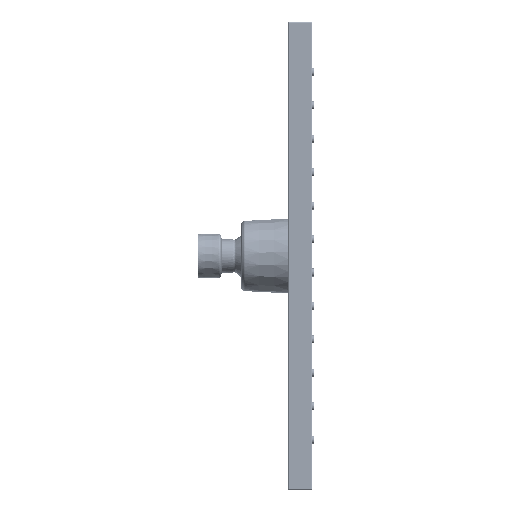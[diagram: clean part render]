
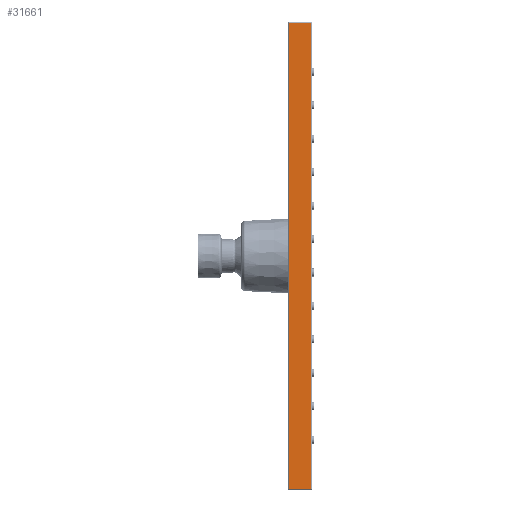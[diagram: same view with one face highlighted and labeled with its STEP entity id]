
A CAD part, left-side view. The second image highlights one B-rep face of the part: STEP entity #31661.
In plain terms, the highlighted planar face has unit normal (-1, 0, 0).
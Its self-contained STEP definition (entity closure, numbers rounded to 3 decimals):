
#2157=LINE('',#54935,#3186);
#2163=LINE('',#55264,#3192);
#2165=LINE('',#55286,#3194);
#2171=LINE('',#55422,#3200);
#3186=VECTOR('',#38535,10.);
#3192=VECTOR('',#38647,10.);
#3194=VECTOR('',#38675,10.);
#3200=VECTOR('',#38717,10.);
#7613=FACE_OUTER_BOUND('',#10102,.T.);
#10102=EDGE_LOOP('',(#23172,#23173,#23174,#23175));
#14295=VERTEX_POINT('',#54795);
#14296=VERTEX_POINT('',#54920);
#14328=VERTEX_POINT('',#55263);
#14335=VERTEX_POINT('',#55284);
#17596=EDGE_CURVE('',#14296,#14295,#2157,.T.);
#17629=EDGE_CURVE('',#14295,#14328,#2163,.T.);
#17638=EDGE_CURVE('',#14335,#14296,#2165,.T.);
#17655=EDGE_CURVE('',#14335,#14328,#2171,.T.);
#23172=ORIENTED_EDGE('',*,*,#17638,.F.);
#23173=ORIENTED_EDGE('',*,*,#17655,.T.);
#23174=ORIENTED_EDGE('',*,*,#17629,.F.);
#23175=ORIENTED_EDGE('',*,*,#17596,.F.);
#30548=PLANE('',#34399);
#31661=ADVANCED_FACE('',(#7613),#30548,.T.);
#34399=AXIS2_PLACEMENT_3D('',#55421,#38715,#38716);
#38535=DIRECTION('',(0.,0.,1.));
#38647=DIRECTION('',(0.,-1.,0.));
#38675=DIRECTION('',(0.,1.,0.));
#38715=DIRECTION('center_axis',(-1.,0.,0.));
#38716=DIRECTION('ref_axis',(0.,1.,0.));
#38717=DIRECTION('',(0.,0.,1.));
#54795=CARTESIAN_POINT('',(-140.38,25.719,147.631));
#54920=CARTESIAN_POINT('',(-140.38,25.719,-100.955));
#54935=CARTESIAN_POINT('',(-140.38,25.719,-100.955));
#55263=CARTESIAN_POINT('',(-140.38,14.133,147.631));
#55264=CARTESIAN_POINT('',(-140.38,25.719,147.631));
#55284=CARTESIAN_POINT('',(-140.38,14.133,-100.955));
#55286=CARTESIAN_POINT('',(-140.38,14.133,-100.955));
#55421=CARTESIAN_POINT('Origin',(-140.38,13.426,23.338));
#55422=CARTESIAN_POINT('',(-140.38,14.133,-100.955));
